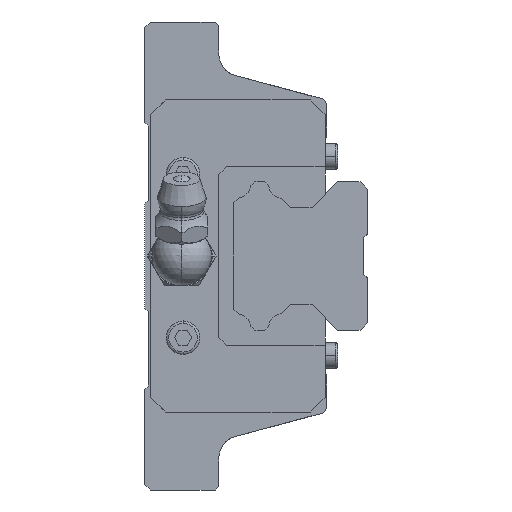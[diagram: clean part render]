
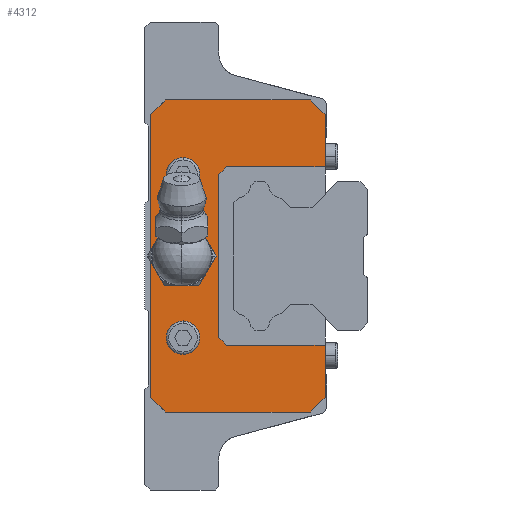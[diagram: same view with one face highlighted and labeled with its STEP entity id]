
A CAD part, left-side view. The second image highlights one B-rep face of the part: STEP entity #4312.
In plain terms, the highlighted planar face has unit normal (-1, 0, 0).
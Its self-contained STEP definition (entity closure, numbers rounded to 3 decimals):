
#1806 = VERTEX_POINT( '', #5348 );
#1882 = EDGE_CURVE( '', #2152, #3800, #5434, .T. );
#2090 = EDGE_CURVE( '', #3120, #2858, #5656, .T. );
#2152 = VERTEX_POINT( '', #5727 );
#2240 = VERTEX_POINT( '', #5823 );
#2268 = VERTEX_POINT( '', #5853 );
#2296 = VERTEX_POINT( '', #5883 );
#2302 = VERTEX_POINT( '', #5889 );
#2320 = VERTEX_POINT( '', #5908 );
#2456 = VERTEX_POINT( '', #6063 );
#2618 = EDGE_CURVE( '', #3764, #2302, #6248, .T. );
#2858 = VERTEX_POINT( '', #6507 );
#2926 = EDGE_CURVE( '', #4630, #4166, #6580, .T. );
#2984 = VERTEX_POINT( '', #6641 );
#3082 = EDGE_CURVE( '', #2240, #4044, #6748, .T. );
#3116 = EDGE_CURVE( '', #3120, #4918, #6784, .T. );
#3120 = VERTEX_POINT( '', #6788 );
#3128 = EDGE_CURVE( '', #5314, #2984, #6797, .T. );
#3248 = EDGE_CURVE( '', #2296, #1806, #6928, .T. );
#3358 = EDGE_CURVE( '', #3932, #2320, #7050, .T. );
#3640 = EDGE_CURVE( '', #2858, #2268, #7363, .T. );
#3722 = EDGE_CURVE( '', #4044, #2240, #7453, .T. );
#3764 = VERTEX_POINT( '', #7498 );
#3772 = EDGE_CURVE( '', #1806, #5036, #7506, .T. );
#3800 = VERTEX_POINT( '', #7537 );
#3884 = EDGE_CURVE( '', #2268, #2152, #7630, .T. );
#3894 = EDGE_CURVE( '', #3800, #2296, #7641, .T. );
#3932 = VERTEX_POINT( '', #7681 );
#3998 = EDGE_CURVE( '', #2984, #5314, #7761, .T. );
#4044 = VERTEX_POINT( '', #7814 );
#4166 = VERTEX_POINT( '', #7949 );
#4312 = ADVANCED_FACE( '', ( #8107, #8108, #8109, #8110 ), #8111, .F. );
#4580 = EDGE_CURVE( '', #5036, #4630, #8405, .T. );
#4630 = VERTEX_POINT( '', #8457 );
#4694 = EDGE_CURVE( '', #4918, #3932, #8530, .T. );
#4742 = EDGE_CURVE( '', #2302, #3764, #8585, .T. );
#4918 = VERTEX_POINT( '', #8781 );
#4960 = EDGE_CURVE( '', #2320, #2456, #8823, .T. );
#5036 = VERTEX_POINT( '', #8904 );
#5136 = EDGE_CURVE( '', #2456, #4166, #9013, .T. );
#5314 = VERTEX_POINT( '', #9208 );
#5348 = CARTESIAN_POINT( '', ( 17., 27.2, 21. ) );
#5434 = LINE( '', #9346, #9347 );
#5656 = LINE( '', #9691, #9692 );
#5727 = CARTESIAN_POINT( '', ( 17., 27.2, -21. ) );
#5823 = CARTESIAN_POINT( '', ( 17., 28., 0. ) );
#5853 = CARTESIAN_POINT( '', ( 17., 7.7, -21. ) );
#5883 = CARTESIAN_POINT( '', ( 17., 29.2, 19. ) );
#5889 = CARTESIAN_POINT( '', ( 17., 22.567, 11. ) );
#5908 = CARTESIAN_POINT( '', ( 17., 20., 11. ) );
#6063 = CARTESIAN_POINT( '', ( 17., 19., 12. ) );
#6248 = CIRCLE( '', #10541, 2.25 );
#6507 = CARTESIAN_POINT( '', ( 17., 5.7, -19. ) );
#6580 = LINE( '', #11043, #11044 );
#6641 = CARTESIAN_POINT( '', ( 17., 22.567, -11. ) );
#6748 = CIRCLE( '', #11282, 3. );
#6784 = LINE( '', #11330, #11331 );
#6788 = CARTESIAN_POINT( '', ( 17., 5.7, -12. ) );
#6797 = CIRCLE( '', #11349, 2.25 );
#6928 = LINE( '', #11537, #11538 );
#7050 = LINE( '', #11719, #11720 );
#7363 = LINE( '', #12169, #12170 );
#7453 = CIRCLE( '', #12305, 3. );
#7498 = CARTESIAN_POINT( '', ( 17., 27.067, 11. ) );
#7506 = LINE( '', #12388, #12389 );
#7537 = CARTESIAN_POINT( '', ( 17., 29.2, -19. ) );
#7630 = LINE( '', #12551, #12552 );
#7641 = LINE( '', #12569, #12570 );
#7681 = CARTESIAN_POINT( '', ( 17., 20., -11. ) );
#7761 = CIRCLE( '', #12739, 2.25 );
#7814 = CARTESIAN_POINT( '', ( 17., 22., 0. ) );
#7949 = CARTESIAN_POINT( '', ( 17., 5.7, 12. ) );
#8107 = FACE_BOUND( '', #13219, .T. );
#8108 = FACE_BOUND( '', #13220, .T. );
#8109 = FACE_BOUND( '', #13221, .T. );
#8110 = FACE_OUTER_BOUND( '', #13222, .T. );
#8111 = PLANE( '', #13223 );
#8405 = LINE( '', #13688, #13689 );
#8457 = CARTESIAN_POINT( '', ( 17., 5.7, 19. ) );
#8530 = LINE( '', #13886, #13887 );
#8585 = CIRCLE( '', #13955, 2.25 );
#8781 = CARTESIAN_POINT( '', ( 17., 19., -12. ) );
#8823 = LINE( '', #14284, #14285 );
#8904 = CARTESIAN_POINT( '', ( 17., 7.7, 21. ) );
#9013 = LINE( '', #14603, #14604 );
#9208 = CARTESIAN_POINT( '', ( 17., 27.067, -11. ) );
#9346 = CARTESIAN_POINT( '', ( 17., 27.65, -20.55 ) );
#9347 = VECTOR( '', #15021, 1. );
#9691 = CARTESIAN_POINT( '', ( 17., 5.7, 8.001 ) );
#9692 = VECTOR( '', #15229, 1. );
#10541 = AXIS2_PLACEMENT_3D( '', #15938, #15939, #15940 );
#11043 = CARTESIAN_POINT( '', ( 17., 5.7, 8.001 ) );
#11044 = VECTOR( '', #16240, 1. );
#11282 = AXIS2_PLACEMENT_3D( '', #16402, #16403, #16404 );
#11330 = CARTESIAN_POINT( '', ( 17., 4.85, -12. ) );
#11331 = VECTOR( '', #16436, 1. );
#11349 = AXIS2_PLACEMENT_3D( '', #16447, #16448, #16449 );
#11537 = CARTESIAN_POINT( '', ( 17., 26.65, 21.55 ) );
#11538 = VECTOR( '', #16586, 1. );
#11719 = CARTESIAN_POINT( '', ( 17., 20., -5.5 ) );
#11720 = VECTOR( '', #16727, 1. );
#12169 = CARTESIAN_POINT( '', ( 17., 1.525, -14.825 ) );
#12170 = VECTOR( '', #17125, 1. );
#12305 = AXIS2_PLACEMENT_3D( '', #17218, #17219, #17220 );
#12388 = CARTESIAN_POINT( '', ( 17., 5.85, 21. ) );
#12389 = VECTOR( '', #17288, 1. );
#12551 = CARTESIAN_POINT( '', ( 17., 15.6, -21. ) );
#12552 = VECTOR( '', #17440, 1. );
#12569 = CARTESIAN_POINT( '', ( 17., 29.2, 9.5 ) );
#12570 = VECTOR( '', #17454, 1. );
#12739 = AXIS2_PLACEMENT_3D( '', #17624, #17625, #17626 );
#13219 = EDGE_LOOP( '', ( #18060, #18061 ) );
#13220 = EDGE_LOOP( '', ( #18062, #18063 ) );
#13221 = EDGE_LOOP( '', ( #18064, #18065 ) );
#13222 = EDGE_LOOP( '', ( #18066, #18067, #18068, #18069, #18070, #18071, #18072, #18073, #18074, #18075, #18076, #18077, #18078, #18079 ) );
#13223 = AXIS2_PLACEMENT_3D( '', #18080, #18081, #18082 );
#13688 = CARTESIAN_POINT( '', ( 17., 0.525, 13.825 ) );
#13689 = VECTOR( '', #18411, 1. );
#13886 = CARTESIAN_POINT( '', ( 17., 18.25, -12.75 ) );
#13887 = VECTOR( '', #18521, 1. );
#13955 = AXIS2_PLACEMENT_3D( '', #18599, #18600, #18601 );
#14284 = CARTESIAN_POINT( '', ( 17., 18.75, 12.25 ) );
#14285 = VECTOR( '', #18908, 1. );
#14603 = CARTESIAN_POINT( '', ( 17., 11.5, 12. ) );
#14604 = VECTOR( '', #19085, 1. );
#15021 = DIRECTION( '', ( 0., 0.707, 0.707 ) );
#15229 = DIRECTION( '', ( 0., 0., -1. ) );
#15938 = CARTESIAN_POINT( '', ( 17., 24.817, 11. ) );
#15939 = DIRECTION( '', ( 1., 0., 0. ) );
#15940 = DIRECTION( '', ( 0., 1., 0. ) );
#16240 = DIRECTION( '', ( 0., 0., -1. ) );
#16402 = CARTESIAN_POINT( '', ( 17., 25., 0. ) );
#16403 = DIRECTION( '', ( 1., 0., 0. ) );
#16404 = DIRECTION( '', ( 0., 1., 0. ) );
#16436 = DIRECTION( '', ( 0., 1., 0. ) );
#16447 = CARTESIAN_POINT( '', ( 17., 24.817, -11. ) );
#16448 = DIRECTION( '', ( 1., 0., 0. ) );
#16449 = DIRECTION( '', ( 0., 1., 0. ) );
#16586 = DIRECTION( '', ( 0., -0.707, 0.707 ) );
#16727 = DIRECTION( '', ( 0., 0., 1. ) );
#17125 = DIRECTION( '', ( 0., 0.707, -0.707 ) );
#17218 = CARTESIAN_POINT( '', ( 17., 25., 0. ) );
#17219 = DIRECTION( '', ( 1., 0., 0. ) );
#17220 = DIRECTION( '', ( 0., 1., 0. ) );
#17288 = DIRECTION( '', ( 0., -1., 0. ) );
#17440 = DIRECTION( '', ( 0., 1., 0. ) );
#17454 = DIRECTION( '', ( 0., 0., 1. ) );
#17624 = CARTESIAN_POINT( '', ( 17., 24.817, -11. ) );
#17625 = DIRECTION( '', ( 1., 0., 0. ) );
#17626 = DIRECTION( '', ( 0., 1., 0. ) );
#18060 = ORIENTED_EDGE( '', *, *, #3082, .T. );
#18061 = ORIENTED_EDGE( '', *, *, #3722, .T. );
#18062 = ORIENTED_EDGE( '', *, *, #2618, .T. );
#18063 = ORIENTED_EDGE( '', *, *, #4742, .T. );
#18064 = ORIENTED_EDGE( '', *, *, #3128, .T. );
#18065 = ORIENTED_EDGE( '', *, *, #3998, .T. );
#18066 = ORIENTED_EDGE( '', *, *, #3116, .T. );
#18067 = ORIENTED_EDGE( '', *, *, #4694, .T. );
#18068 = ORIENTED_EDGE( '', *, *, #3358, .T. );
#18069 = ORIENTED_EDGE( '', *, *, #4960, .T. );
#18070 = ORIENTED_EDGE( '', *, *, #5136, .T. );
#18071 = ORIENTED_EDGE( '', *, *, #2926, .F. );
#18072 = ORIENTED_EDGE( '', *, *, #4580, .F. );
#18073 = ORIENTED_EDGE( '', *, *, #3772, .F. );
#18074 = ORIENTED_EDGE( '', *, *, #3248, .F. );
#18075 = ORIENTED_EDGE( '', *, *, #3894, .F. );
#18076 = ORIENTED_EDGE( '', *, *, #1882, .F. );
#18077 = ORIENTED_EDGE( '', *, *, #3884, .F. );
#18078 = ORIENTED_EDGE( '', *, *, #3640, .F. );
#18079 = ORIENTED_EDGE( '', *, *, #2090, .F. );
#18080 = CARTESIAN_POINT( '', ( 17., 4., 0. ) );
#18081 = DIRECTION( '', ( 1., 0., 0. ) );
#18082 = DIRECTION( '', ( 0., 0., -1. ) );
#18411 = DIRECTION( '', ( 0., -0.707, -0.707 ) );
#18521 = DIRECTION( '', ( 0., 0.707, 0.707 ) );
#18599 = CARTESIAN_POINT( '', ( 17., 24.817, 11. ) );
#18600 = DIRECTION( '', ( 1., 0., 0. ) );
#18601 = DIRECTION( '', ( 0., 1., 0. ) );
#18908 = DIRECTION( '', ( 0., -0.707, 0.707 ) );
#19085 = DIRECTION( '', ( 0., -1., 0. ) );
